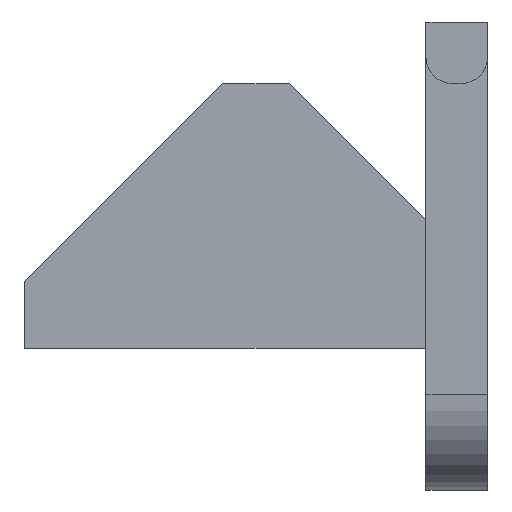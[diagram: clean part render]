
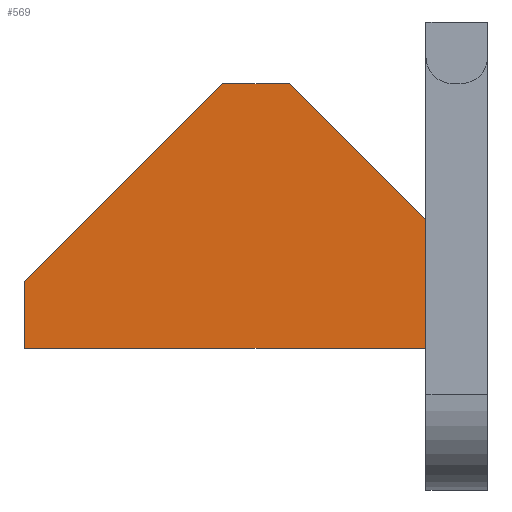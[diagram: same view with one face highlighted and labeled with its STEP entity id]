
A CAD part, left-side view. The second image highlights one B-rep face of the part: STEP entity #569.
In plain terms, the highlighted planar face has unit normal (-1, 0, 0).
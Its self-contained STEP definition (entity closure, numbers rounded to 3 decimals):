
#38=PLANE('',#628);
#68=FACE_OUTER_BOUND('',#99,.T.);
#99=EDGE_LOOP('',(#517,#518,#519,#520,#521,#522));
#143=LINE('',#896,#208);
#150=LINE('',#915,#215);
#154=LINE('',#922,#219);
#161=LINE('',#936,#226);
#165=LINE('',#944,#230);
#166=LINE('',#945,#231);
#208=VECTOR('',#734,10.);
#215=VECTOR('',#751,10.);
#219=VECTOR('',#757,10.);
#226=VECTOR('',#768,10.);
#230=VECTOR('',#780,10.);
#231=VECTOR('',#781,10.);
#282=VERTEX_POINT('',#893);
#283=VERTEX_POINT('',#895);
#289=VERTEX_POINT('',#912);
#290=VERTEX_POINT('',#914);
#292=VERTEX_POINT('',#920);
#297=VERTEX_POINT('',#934);
#350=EDGE_CURVE('',#282,#283,#143,.T.);
#359=EDGE_CURVE('',#289,#290,#150,.T.);
#363=EDGE_CURVE('',#289,#292,#154,.T.);
#370=EDGE_CURVE('',#297,#292,#161,.T.);
#375=EDGE_CURVE('',#283,#297,#165,.T.);
#376=EDGE_CURVE('',#290,#282,#166,.T.);
#517=ORIENTED_EDGE('',*,*,#359,.F.);
#518=ORIENTED_EDGE('',*,*,#363,.T.);
#519=ORIENTED_EDGE('',*,*,#370,.F.);
#520=ORIENTED_EDGE('',*,*,#375,.F.);
#521=ORIENTED_EDGE('',*,*,#350,.F.);
#522=ORIENTED_EDGE('',*,*,#376,.F.);
#569=ADVANCED_FACE('',(#68),#38,.T.);
#628=AXIS2_PLACEMENT_3D('',#943,#778,#779);
#734=DIRECTION('',(0.,1.,0.));
#751=DIRECTION('',(0.,-0.707,-0.707));
#757=DIRECTION('',(0.,1.,0.));
#768=DIRECTION('',(0.,-0.707,0.707));
#778=DIRECTION('center_axis',(-1.,0.,0.));
#779=DIRECTION('ref_axis',(0.,0.,1.));
#780=DIRECTION('',(0.,0.,1.));
#781=DIRECTION('',(0.,0.,-1.));
#893=CARTESIAN_POINT('',(14.397,0.,3.55));
#895=CARTESIAN_POINT('',(14.397,35.,3.55));
#896=CARTESIAN_POINT('',(14.397,0.,3.55));
#912=CARTESIAN_POINT('',(14.397,15.,23.55));
#914=CARTESIAN_POINT('',(14.397,0.,8.55));
#915=CARTESIAN_POINT('',(14.397,2.5,11.05));
#920=CARTESIAN_POINT('',(14.397,20.,23.55));
#922=CARTESIAN_POINT('',(14.397,0.,23.55));
#934=CARTESIAN_POINT('',(14.397,35.,8.55));
#936=CARTESIAN_POINT('',(14.397,23.75,19.8));
#943=CARTESIAN_POINT('Origin',(14.397,0.,3.55));
#944=CARTESIAN_POINT('',(14.397,35.,6.55));
#945=CARTESIAN_POINT('',(14.397,0.,6.55));
